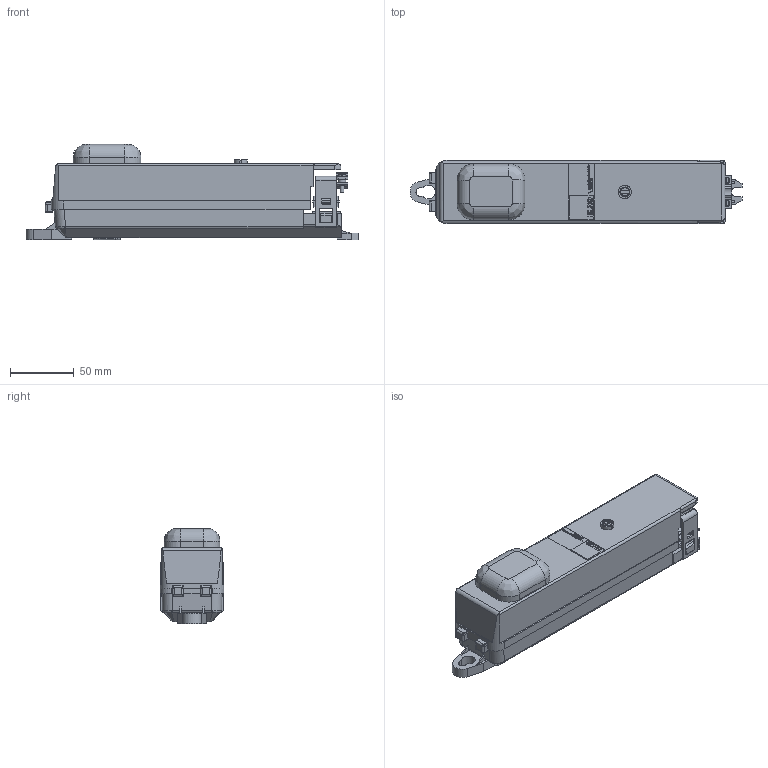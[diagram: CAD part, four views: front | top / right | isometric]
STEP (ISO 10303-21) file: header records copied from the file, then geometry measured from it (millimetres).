
FILE_DESCRIPTION( ( 'Unknown' ), '1' );
FILE_NAME( 'LS-74 (E27) 3d solid.stp', 'Unknown', ( 'GGr' ), ( 'Eleq' ), 'PSStep 17.0.49', 'Unknown', ' ' );
FILE_SCHEMA( ( 'AUTOMOTIVE_DESIGN { 1 0 10303 214 1 1 1 1 }' ) );
Length unit declared in the file: millimetre
Products named in the file (2): Eleq logo solid
Bounding box: 259.97 x 50 x 74.5 mm (x, y, z)
Volume: 601442.9 mm3; surface area: 74294.7 mm2
Topology: 2 solids, 5 shells, 1131 faces, 3054 edges, 1998 vertices
Faces by surface type: plane 774, cylinder 260, extrusion 58, bspline 22, torus 9, cone 8
Full cylindrical faces by diameter (mm): 3 x7, 3.3 x2, 4 x2, 5 x4, 5.4 x2, 6 x2, 7 x1, 7.721 x1, 8 x2, 10.241 x1, 21.5 x1
Entity records: 49115 total; most frequent: CARTESIAN_POINT 11792, ORIENTED_EDGE 5974, DIRECTION 5551, EDGE_CURVE 2987, VECTOR 2305, LINE 2247, VERTEX_POINT 1980, AXIS2_PLACEMENT_3D 1623
